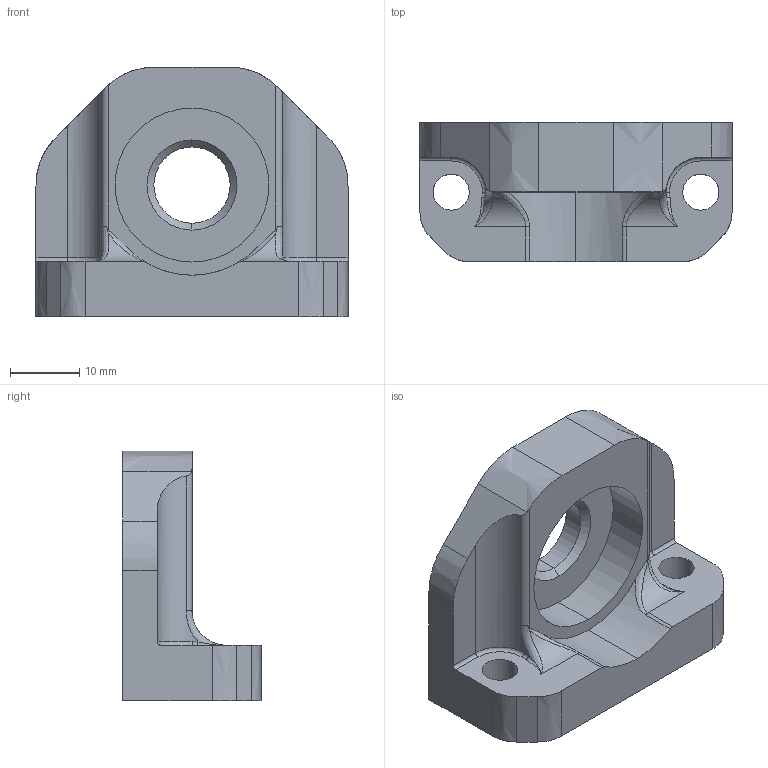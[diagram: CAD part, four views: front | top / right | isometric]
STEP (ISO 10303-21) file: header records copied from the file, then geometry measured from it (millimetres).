
FILE_DESCRIPTION (( 'STEP AP214' ), '1' );
FILE_NAME ('Bearing_Holder v1-0.STEP', '2015-06-02T19:57:12', ( '' ), ( '' ), 'SwSTEP 2.0', 'SolidWorks 2015', '' );
FILE_SCHEMA (( 'AUTOMOTIVE_DESIGN' ));
Length unit declared in the file: millimetre
Products named in the file (1): Bearing_Holder v1-0
Bounding box: 45 x 20 x 36 mm (x, y, z)
Volume: 13002.5 mm3; surface area: 5746.9 mm2
Topology: 1 solids, 1 shells, 57 faces, 153 edges, 97 vertices
Faces by surface type: cylinder 21, plane 16, bspline 14, torus 4, cone 2
Entity records: 2370 total; most frequent: CARTESIAN_POINT 1035, ORIENTED_EDGE 302, DIRECTION 226, EDGE_CURVE 151, VERTEX_POINT 97, AXIS2_PLACEMENT_3D 88, EDGE_LOOP 64, FACE_OUTER_BOUND 57
